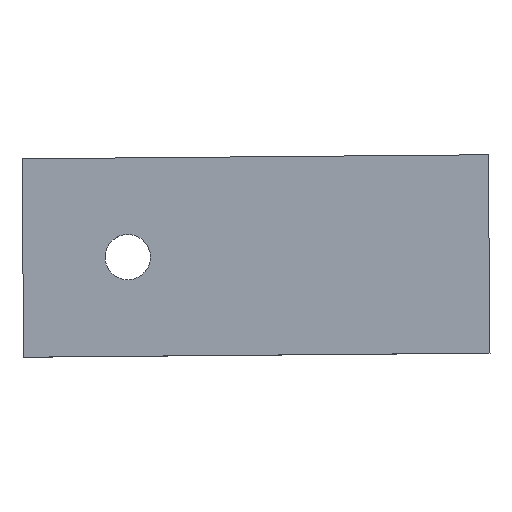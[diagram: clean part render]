
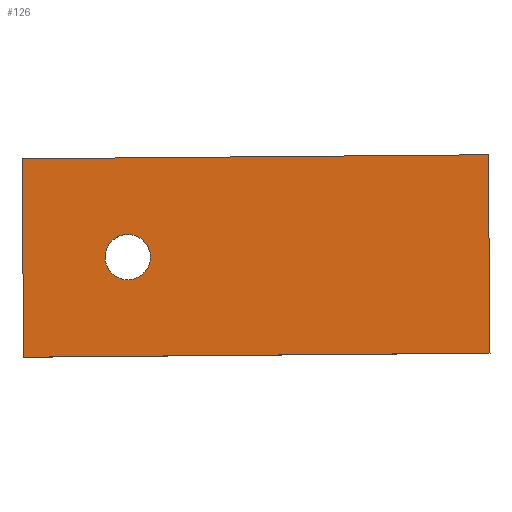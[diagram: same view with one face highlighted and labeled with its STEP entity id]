
A CAD part, top view. The second image highlights one B-rep face of the part: STEP entity #126.
In plain terms, the highlighted planar face has unit normal (0, 0, 1).
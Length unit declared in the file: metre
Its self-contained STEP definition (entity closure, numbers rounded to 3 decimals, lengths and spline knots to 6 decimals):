
#16=FACE_BOUND('',#35,.T.);
#19=PLANE('',#155);
#26=FACE_OUTER_BOUND('',#34,.T.);
#34=EDGE_LOOP('',(#105,#106,#107,#108));
#35=EDGE_LOOP('',(#109));
#42=LINE('',#206,#55);
#47=LINE('',#216,#60);
#48=LINE('',#218,#61);
#49=LINE('',#219,#62);
#55=VECTOR('',#172,0.01);
#60=VECTOR('',#181,1.);
#61=VECTOR('',#182,1.);
#62=VECTOR('',#183,1.);
#66=CIRCLE('',#152,0.0016);
#68=VERTEX_POINT('',#196);
#71=VERTEX_POINT('',#203);
#72=VERTEX_POINT('',#205);
#75=VERTEX_POINT('',#215);
#76=VERTEX_POINT('',#217);
#79=EDGE_CURVE('',#68,#68,#66,.T.);
#82=EDGE_CURVE('',#72,#71,#42,.T.);
#87=EDGE_CURVE('',#72,#75,#47,.T.);
#88=EDGE_CURVE('',#76,#71,#48,.T.);
#89=EDGE_CURVE('',#75,#76,#49,.T.);
#105=ORIENTED_EDGE('',*,*,#87,.F.);
#106=ORIENTED_EDGE('',*,*,#82,.T.);
#107=ORIENTED_EDGE('',*,*,#88,.F.);
#108=ORIENTED_EDGE('',*,*,#89,.F.);
#109=ORIENTED_EDGE('',*,*,#79,.T.);
#126=ADVANCED_FACE('',(#26,#16),#19,.F.);
#152=AXIS2_PLACEMENT_3D('',#198,#166,#167);
#155=AXIS2_PLACEMENT_3D('',#214,#179,#180);
#166=DIRECTION('center_axis',(0.,0.,
-1.));
#167=DIRECTION('ref_axis',(-1.,-0.009,0.));
#172=DIRECTION('',(0.009,-1.,0.));
#179=DIRECTION('center_axis',(0.,0.,
-1.));
#180=DIRECTION('ref_axis',(1.,0.009,0.));
#181=DIRECTION('',(1.,0.009,0.));
#182=DIRECTION('',(-1.,-0.009,0.));
#183=DIRECTION('',(0.009,-1.,0.));
#196=CARTESIAN_POINT('',(0.007599,0.007126,0.00527));
#198=CARTESIAN_POINT('Origin',(0.006,0.007112,
0.00527));
#203=CARTESIAN_POINT('',(-0.001339,0.000048,0.00527));
#205=CARTESIAN_POINT('',(-0.001461,0.014047,0.00527));
#206=CARTESIAN_POINT('',(-0.001339,0.000048,0.00527));
#214=CARTESIAN_POINT('Origin',(-0.000061,0.014059,
0.00527));
#215=CARTESIAN_POINT('',(0.031437,0.014334,0.00527));
#216=CARTESIAN_POINT('',(-0.000061,0.014059,0.00527));
#217=CARTESIAN_POINT('',(0.03156,0.000335,0.00527));
#218=CARTESIAN_POINT('',(0.03156,0.000335,0.00527));
#219=CARTESIAN_POINT('',(0.031437,0.014334,0.00527));
